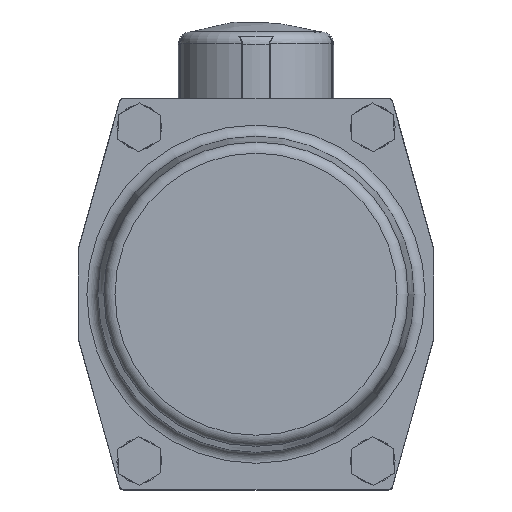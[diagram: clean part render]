
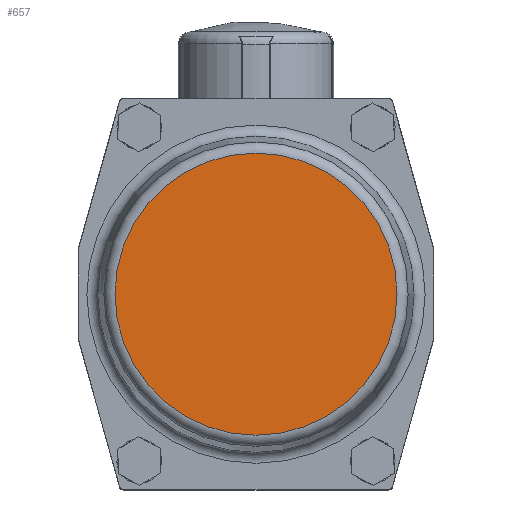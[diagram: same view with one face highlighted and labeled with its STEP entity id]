
A CAD part, front view. The second image highlights one B-rep face of the part: STEP entity #657.
In plain terms, the highlighted planar face has unit normal (0, -1, 0).
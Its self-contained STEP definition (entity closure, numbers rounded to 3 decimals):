
#657 = ADVANCED_FACE( '', ( #1486 ), #1487, .T. );
#1486 = FACE_OUTER_BOUND( '', #2465, .T. );
#1487 = PLANE( '', #2466 );
#2465 = EDGE_LOOP( '', ( #4295 ) );
#2466 = AXIS2_PLACEMENT_3D( '', #4296, #4297, #4298 );
#4295 = ORIENTED_EDGE( '', *, *, #5927, .T. );
#4296 = CARTESIAN_POINT( '', ( 0., -194., 0. ) );
#4297 = DIRECTION( '', ( 0., -1., 0. ) );
#4298 = DIRECTION( '', ( 0., 0., -1. ) );
#5927 = EDGE_CURVE( '', #7205, #7205, #7206, .T. );
#7205 = VERTEX_POINT( '', #8913 );
#7206 = CIRCLE( '', #8914, 63.397 );
#8913 = CARTESIAN_POINT( '', ( 0., -194., -63.397 ) );
#8914 = AXIS2_PLACEMENT_3D( '', #10137, #10138, #10139 );
#10137 = CARTESIAN_POINT( '', ( 0., -194., 0. ) );
#10138 = DIRECTION( '', ( 0., -1., 0. ) );
#10139 = DIRECTION( '', ( 0., 0., -1. ) );
